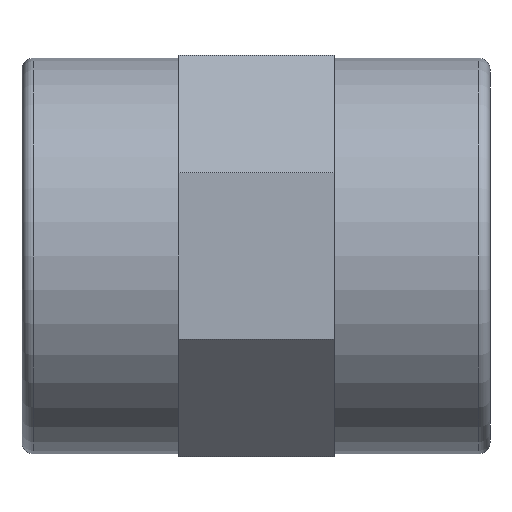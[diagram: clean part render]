
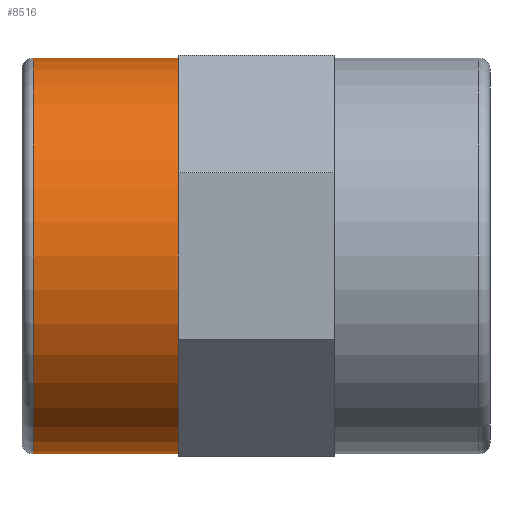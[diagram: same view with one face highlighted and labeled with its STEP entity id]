
A CAD part, front view. The second image highlights one B-rep face of the part: STEP entity #8516.
In plain terms, the highlighted cylindrical face has radius 17.75 mm (diameter 35.5 mm), a full revolution.
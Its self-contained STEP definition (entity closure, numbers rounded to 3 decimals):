
#1752 = EDGE_CURVE ( 'NONE', #10323, #10323, #3991, .T. ) ;
#1790 = CARTESIAN_POINT ( 'NONE',  ( 1., 0., 0. ) ) ;
#1791 = DIRECTION ( 'NONE',  ( 1., 0., 0. ) ) ;
#1793 = DIRECTION ( 'NONE',  ( 0., 0., 1. ) ) ;
#3991 = CIRCLE ( 'NONE', #3997, 17.75 ) ;
#3997 = AXIS2_PLACEMENT_3D ( 'NONE', #1790, #1791, #1793 ) ;
#4423 = ORIENTED_EDGE ( 'NONE', *, *, #10057, .F. ) ;
#6187 = AXIS2_PLACEMENT_3D ( 'NONE', #10583, #10578, #10584 ) ;
#6203 = CIRCLE ( 'NONE', #6208, 17.75 ) ;
#6208 = AXIS2_PLACEMENT_3D ( 'NONE', #10118, #10119, #10120 ) ;
#7079 = ORIENTED_EDGE ( 'NONE', *, *, #1752, .T. ) ;
#8516 = ADVANCED_FACE ( 'NONE', ( #10582, #10575 ), #10581, .T. ) ;
#8858 = EDGE_LOOP ( 'NONE', ( #7079 ) ) ;
#8860 = EDGE_LOOP ( 'NONE', ( #4423 ) ) ;
#10057 = EDGE_CURVE ( 'NONE', #10341, #10341, #6203, .T. ) ;
#10118 = CARTESIAN_POINT ( 'NONE',  ( 14., 0., 0. ) ) ;
#10119 = DIRECTION ( 'NONE',  ( 1., 0., 0. ) ) ;
#10120 = DIRECTION ( 'NONE',  ( 0., 0., -1. ) ) ;
#10323 = VERTEX_POINT ( 'NONE', #10326 ) ;
#10326 = CARTESIAN_POINT ( 'NONE',  ( 1., 0., 17.75 ) ) ;
#10341 = VERTEX_POINT ( 'NONE', #10344 ) ;
#10344 = CARTESIAN_POINT ( 'NONE',  ( 14., 0., -17.75 ) ) ;
#10575 = FACE_OUTER_BOUND ( 'NONE', #8860, .T. ) ;
#10578 = DIRECTION ( 'NONE',  ( 1., 0., 0. ) ) ;
#10581 = CYLINDRICAL_SURFACE ( 'NONE', #6187, 17.75 ) ;
#10582 = FACE_OUTER_BOUND ( 'NONE', #8858, .T. ) ;
#10583 = CARTESIAN_POINT ( 'NONE',  ( 0., 0., 0. ) ) ;
#10584 = DIRECTION ( 'NONE',  ( 0., 0., -1. ) ) ;
